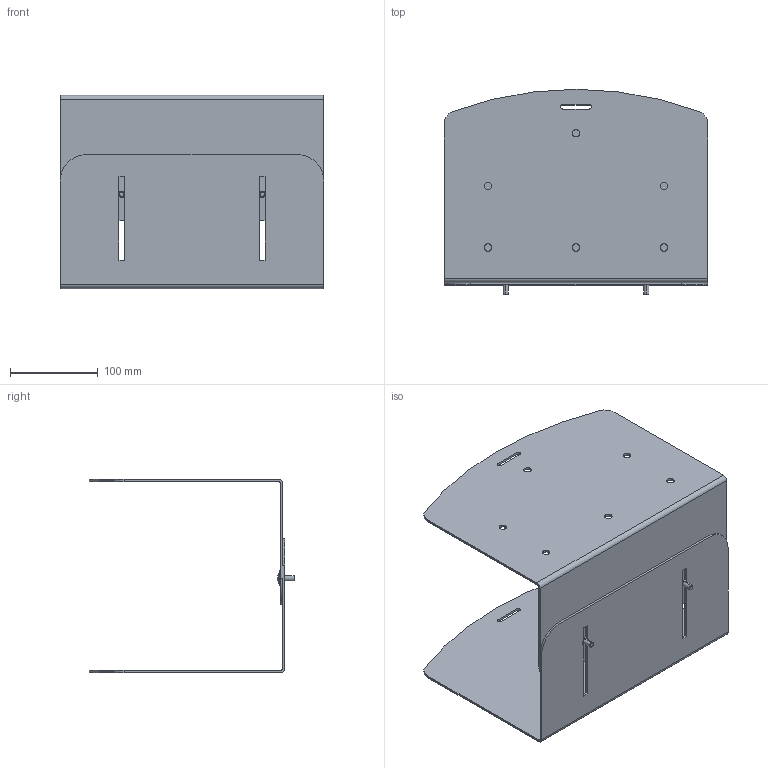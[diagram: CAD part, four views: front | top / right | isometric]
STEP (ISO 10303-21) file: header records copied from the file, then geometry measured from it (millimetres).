
FILE_DESCRIPTION (( 'STEP AP214' ), '1' );
FILE_NAME ('6901051', '2019-01-31T12:06:28', ( '' ), ('JUGARD+KÜNSTNER GmbH'), 'SwSTEP 2.0', 'SolidWorks 2017', '' );
FILE_SCHEMA (( 'AUTOMOTIVE_DESIGN' ));
Length unit declared in the file: millimetre
Products named in the file (1): 6901051_CNAJF00
Bounding box: 300 x 233.5 x 220 mm (x, y, z)
Volume: 527522.7 mm3; surface area: 387341.7 mm2
Topology: 1 solids, 1 shells, 101 faces, 271 edges, 174 vertices
Faces by surface type: plane 52, cylinder 41, bspline 4, cone 4
Entity records: 3279 total; most frequent: CARTESIAN_POINT 607, DIRECTION 563, ORIENTED_EDGE 542, EDGE_CURVE 271, AXIS2_PLACEMENT_3D 194, LINE 175, VECTOR 175, VERTEX_POINT 174
